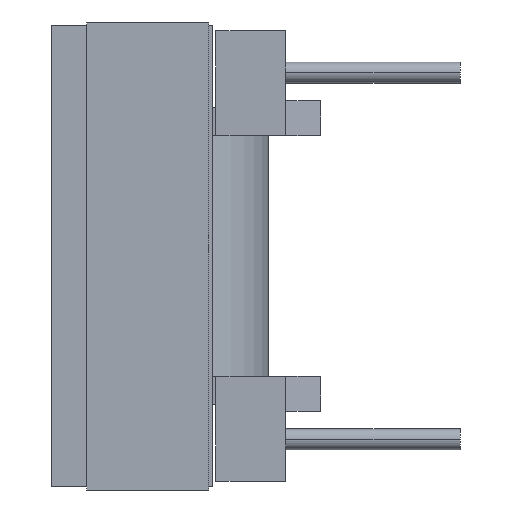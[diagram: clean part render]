
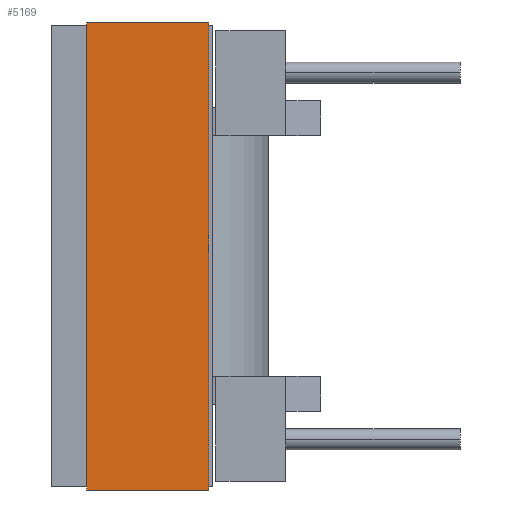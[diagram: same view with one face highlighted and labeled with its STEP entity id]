
A CAD part, left-side view. The second image highlights one B-rep face of the part: STEP entity #5169.
In plain terms, the highlighted planar face has unit normal (-1, 0, 0).
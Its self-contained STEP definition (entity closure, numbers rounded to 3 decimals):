
#5130=CARTESIAN_POINT('Axis2P3D Location',(-6.75,6.7,6.7)) ;
#5135=CARTESIAN_POINT('Line Origine',(-6.75,3.2,0.)) ;
#5139=CARTESIAN_POINT('Vertex',(-6.75,3.2,6.7)) ;
#5141=CARTESIAN_POINT('Vertex',(-6.75,3.2,-6.7)) ;
#5144=CARTESIAN_POINT('Line Origine',(-6.75,4.95,6.7)) ;
#5148=CARTESIAN_POINT('Vertex',(-6.75,6.7,6.7)) ;
#5151=CARTESIAN_POINT('Line Origine',(-6.75,6.7,0.)) ;
#5155=CARTESIAN_POINT('Vertex',(-6.75,6.7,-6.7)) ;
#5158=CARTESIAN_POINT('Line Origine',(-6.75,4.95,-6.7)) ;
#5137=VECTOR('Line Direction',#5136,1.) ;
#5146=VECTOR('Line Direction',#5145,1.) ;
#5153=VECTOR('Line Direction',#5152,1.) ;
#5160=VECTOR('Line Direction',#5159,1.) ;
#5131=DIRECTION('Axis2P3D Direction',(-1.,0.,0.)) ;
#5132=DIRECTION('Axis2P3D XDirection',(0.,-1.,0.)) ;
#5136=DIRECTION('Vector Direction',(0.,0.,-1.)) ;
#5145=DIRECTION('Vector Direction',(0.,-1.,0.)) ;
#5152=DIRECTION('Vector Direction',(0.,0.,-1.)) ;
#5159=DIRECTION('Vector Direction',(0.,-1.,0.)) ;
#5133=AXIS2_PLACEMENT_3D('Plane Axis2P3D',#5130,#5131,#5132) ;
#5138=LINE('Line',#5135,#5137) ;
#5147=LINE('Line',#5144,#5146) ;
#5154=LINE('Line',#5151,#5153) ;
#5161=LINE('Line',#5158,#5160) ;
#5134=PLANE('',#5133) ;
#5143=EDGE_CURVE('',#5140,#5142,#5138,.T.) ;
#5150=EDGE_CURVE('',#5149,#5140,#5147,.T.) ;
#5157=EDGE_CURVE('',#5149,#5156,#5154,.T.) ;
#5162=EDGE_CURVE('',#5156,#5142,#5161,.T.) ;
#5164=ORIENTED_EDGE('',*,*,#5143,.F.) ;
#5165=ORIENTED_EDGE('',*,*,#5150,.F.) ;
#5166=ORIENTED_EDGE('',*,*,#5157,.T.) ;
#5167=ORIENTED_EDGE('',*,*,#5162,.T.) ;
#5163=EDGE_LOOP('',(#5164,#5165,#5166,#5167)) ;
#5140=VERTEX_POINT('',#5139) ;
#5142=VERTEX_POINT('',#5141) ;
#5149=VERTEX_POINT('',#5148) ;
#5156=VERTEX_POINT('',#5155) ;
#5169=ADVANCED_FACE('??-??3',(#5168),#5134,.T.) ;
#5168=FACE_OUTER_BOUND('',#5163,.T.) ;
